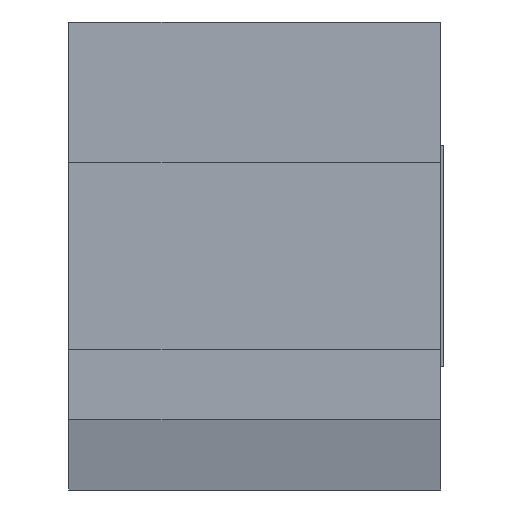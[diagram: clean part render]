
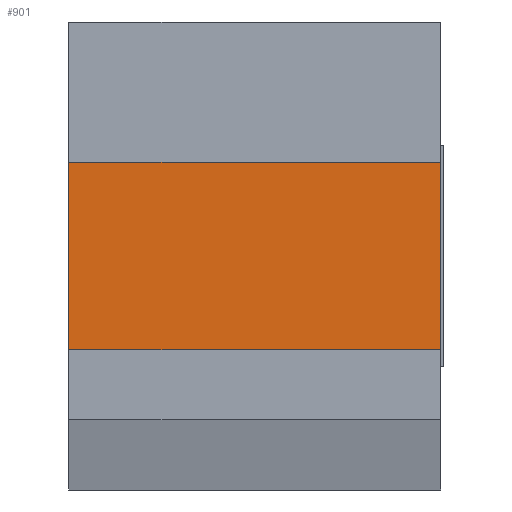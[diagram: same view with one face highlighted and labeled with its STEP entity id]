
A CAD part, front view. The second image highlights one B-rep face of the part: STEP entity #901.
In plain terms, the highlighted planar face has unit normal (0, -1, 0).
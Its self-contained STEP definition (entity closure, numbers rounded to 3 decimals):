
#43 = EDGE_CURVE ( 'NONE', #3512, #1552, #4878, .T. ) ;
#290 = CARTESIAN_POINT ( 'NONE',  ( -52.294, -27.079, 72. ) ) ;
#348 = CARTESIAN_POINT ( 'NONE',  ( -52.294, -27.079, 108. ) ) ;
#408 = ORIENTED_EDGE ( 'NONE', *, *, #908, .F. ) ;
#545 = DIRECTION ( 'NONE',  ( 0., 1., 0. ) ) ;
#710 = VERTEX_POINT ( 'NONE', #806 ) ;
#806 = CARTESIAN_POINT ( 'NONE',  ( 19.206, -27.079, 108. ) ) ;
#841 = ORIENTED_EDGE ( 'NONE', *, *, #4971, .T. ) ;
#858 = DIRECTION ( 'NONE',  ( 1., 0., 0. ) ) ;
#901 = ADVANCED_FACE ( 'NONE', ( #2887 ), #3216, .F. ) ;
#908 = EDGE_CURVE ( 'NONE', #1552, #710, #4359, .T. ) ;
#1019 = EDGE_LOOP ( 'NONE', ( #4814, #841, #2754, #408 ) ) ;
#1268 = CARTESIAN_POINT ( 'NONE',  ( -160.022, -27.079, 0. ) ) ;
#1552 = VERTEX_POINT ( 'NONE', #348 ) ;
#1719 = CARTESIAN_POINT ( 'NONE',  ( 19.206, -27.079, 0. ) ) ;
#1742 = LINE ( 'NONE', #2423, #4842 ) ;
#2124 = LINE ( 'NONE', #1719, #4083 ) ;
#2204 = VECTOR ( 'NONE', #858, 1000. ) ;
#2364 = AXIS2_PLACEMENT_3D ( 'NONE', #1268, #545, #2813 ) ;
#2367 = VECTOR ( 'NONE', #4560, 1000. ) ;
#2423 = CARTESIAN_POINT ( 'NONE',  ( -160.022, -27.079, 72. ) ) ;
#2456 = CARTESIAN_POINT ( 'NONE',  ( -160.022, -27.079, 108. ) ) ;
#2504 = DIRECTION ( 'NONE',  ( 0., 0., 1. ) ) ;
#2538 = EDGE_CURVE ( 'NONE', #4533, #710, #2124, .T. ) ;
#2754 = ORIENTED_EDGE ( 'NONE', *, *, #2538, .T. ) ;
#2813 = DIRECTION ( 'NONE',  ( 1., 0., 0. ) ) ;
#2887 = FACE_OUTER_BOUND ( 'NONE', #1019, .T. ) ;
#3216 = PLANE ( 'NONE',  #2364 ) ;
#3289 = CARTESIAN_POINT ( 'NONE',  ( 19.206, -27.079, 72. ) ) ;
#3512 = VERTEX_POINT ( 'NONE', #290 ) ;
#3971 = DIRECTION ( 'NONE',  ( 1., 0., 0. ) ) ;
#4083 = VECTOR ( 'NONE', #2504, 1000. ) ;
#4359 = LINE ( 'NONE', #2456, #2204 ) ;
#4533 = VERTEX_POINT ( 'NONE', #3289 ) ;
#4560 = DIRECTION ( 'NONE',  ( 0., 0., 1. ) ) ;
#4814 = ORIENTED_EDGE ( 'NONE', *, *, #43, .F. ) ;
#4842 = VECTOR ( 'NONE', #3971, 1000. ) ;
#4878 = LINE ( 'NONE', #4935, #2367 ) ;
#4935 = CARTESIAN_POINT ( 'NONE',  ( -52.294, -27.079, 0. ) ) ;
#4971 = EDGE_CURVE ( 'NONE', #3512, #4533, #1742, .T. ) ;
